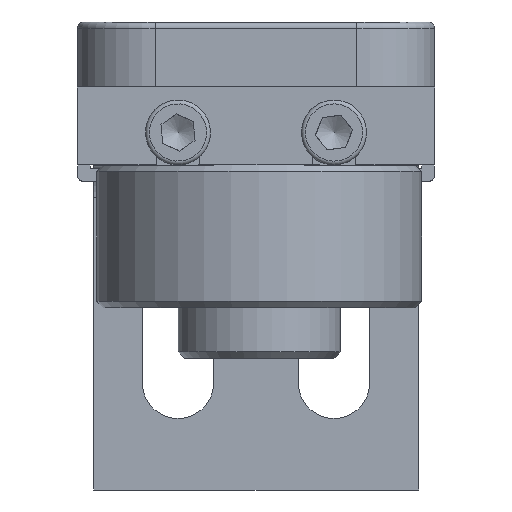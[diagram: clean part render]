
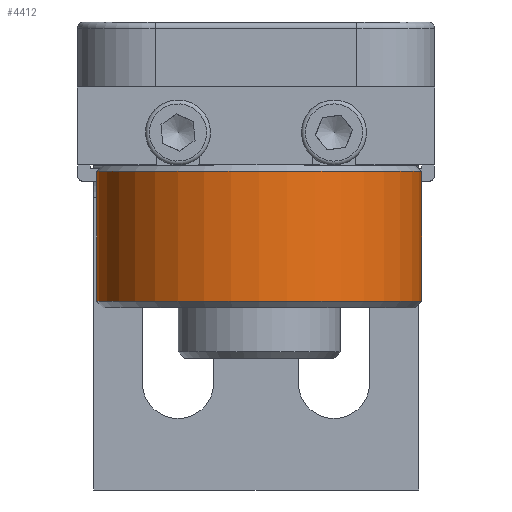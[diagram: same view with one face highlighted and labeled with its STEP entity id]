
A CAD part, front view. The second image highlights one B-rep face of the part: STEP entity #4412.
In plain terms, the highlighted cylindrical face has radius 25 mm (diameter 50 mm), a full revolution.
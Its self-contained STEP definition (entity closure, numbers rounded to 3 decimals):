
#438=CYLINDRICAL_SURFACE('',#4919,25.);
#496=FACE_OUTER_BOUND('',#752,.T.);
#752=EDGE_LOOP('',(#3048,#3049,#3050,#3051));
#1027=LINE('',#7074,#1343);
#1343=VECTOR('',#5564,25.);
#1673=CIRCLE('',#4918,25.);
#1674=CIRCLE('',#4920,25.);
#1880=VERTEX_POINT('',#7068);
#1881=VERTEX_POINT('',#7072);
#2332=EDGE_CURVE('',#1880,#1880,#1673,.T.);
#2333=EDGE_CURVE('',#1881,#1881,#1674,.T.);
#2334=EDGE_CURVE('',#1881,#1880,#1027,.T.);
#3048=ORIENTED_EDGE('',*,*,#2333,.F.);
#3049=ORIENTED_EDGE('',*,*,#2334,.T.);
#3050=ORIENTED_EDGE('',*,*,#2332,.F.);
#3051=ORIENTED_EDGE('',*,*,#2334,.F.);
#4412=ADVANCED_FACE('',(#496),#438,.T.);
#4918=AXIS2_PLACEMENT_3D('',#7070,#5558,#5559);
#4919=AXIS2_PLACEMENT_3D('',#7071,#5560,#5561);
#4920=AXIS2_PLACEMENT_3D('',#7073,#5562,#5563);
#5558=DIRECTION('center_axis',(0.,0.,-1.));
#5559=DIRECTION('ref_axis',(-1.,0.,0.));
#5560=DIRECTION('center_axis',(0.,0.,1.));
#5561=DIRECTION('ref_axis',(-1.,0.,0.));
#5562=DIRECTION('center_axis',(0.,0.,1.));
#5563=DIRECTION('ref_axis',(-1.,0.,0.));
#5564=DIRECTION('',(0.,0.,-1.));
#7068=CARTESIAN_POINT('',(25.,0.,1.));
#7070=CARTESIAN_POINT('Origin',(0.,0.,1.));
#7071=CARTESIAN_POINT('Origin',(0.,0.,0.));
#7072=CARTESIAN_POINT('',(25.,0.,21.));
#7073=CARTESIAN_POINT('Origin',(0.,0.,21.));
#7074=CARTESIAN_POINT('',(25.,0.,0.));
